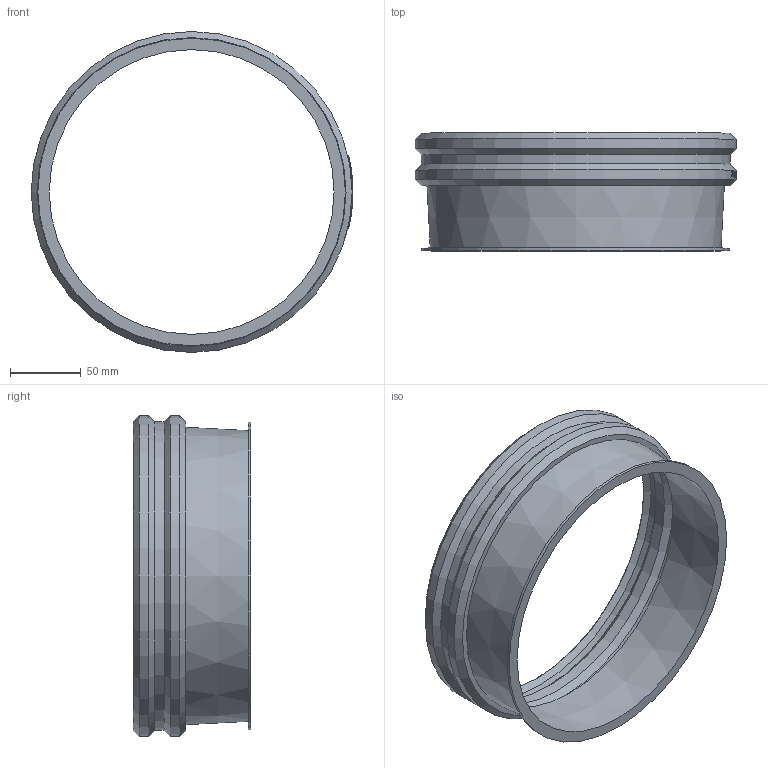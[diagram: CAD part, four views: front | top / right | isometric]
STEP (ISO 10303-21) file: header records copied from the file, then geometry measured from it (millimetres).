
FILE_DESCRIPTION(/* description */ (''),/* implementation_level */ '2;1');
FILE_NAME(/* name */ '20042 BFM Spigot 200mm 304SS with Jacobs Lip ENG-159569 v1.step',/* time_stamp */ '2023-08-03T14:41:56+12:00',/* author */ (''),/* organization */ (''),/* preprocessor_version */ 'ST-DEVELOPER v20',/* originating_system */ 'Autodesk Translation Framework v12.9.0.99',/* authorisation */ '');
FILE_SCHEMA (('AUTOMOTIVE_DESIGN { 1 0 10303 214 3 1 1 }'));
Length unit declared in the file: millimetre
Products named in the file (1): 20042 BFM Spigot 200mm 304SS with Jacobs Lip ENG-159569
Bounding box: 226.5 x 82.98 x 226 mm (x, y, z)
Volume: 132694.6 mm3; surface area: 135526.2 mm2
Topology: 1 solids, 1 shells, 330 faces, 871 edges, 576 vertices
Faces by surface type: plane 141, bspline 140, cylinder 38, cone 11
Full cylindrical faces by diameter (mm): 213.5 x1, 216.623 x1, 217.5 x1, 222 x2, 226 x2
Entity records: 14457 total; most frequent: CARTESIAN_POINT 6982, ORIENTED_EDGE 1742, DIRECTION 1177, EDGE_CURVE 871, VERTEX_POINT 576, LINE 431, VECTOR 431, AXIS2_PLACEMENT_3D 373
